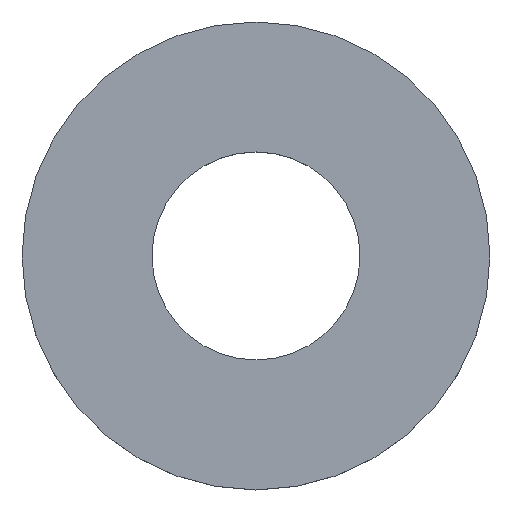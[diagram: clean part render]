
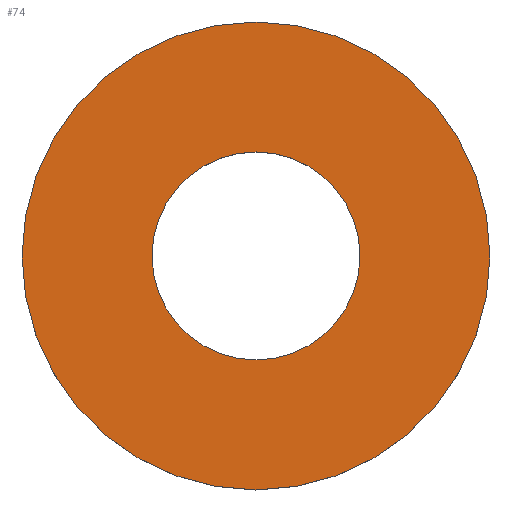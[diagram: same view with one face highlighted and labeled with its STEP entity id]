
A CAD part, top view. The second image highlights one B-rep face of the part: STEP entity #74.
In plain terms, the highlighted planar face has unit normal (0, 0, 1).
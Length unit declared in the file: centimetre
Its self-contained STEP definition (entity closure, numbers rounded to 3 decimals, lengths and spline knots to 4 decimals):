
#34=PLANE('',#82);
#36=VERTEX_POINT('',#100);
#38=VERTEX_POINT('',#105);
#40=CIRCLE('',#77,0.45);
#42=CIRCLE('',#80,0.2);
#44=EDGE_CURVE('',#36,#36,#40,.T.);
#46=EDGE_CURVE('',#38,#38,#42,.T.);
#52=ORIENTED_EDGE('',*,*,#46,.F.);
#53=ORIENTED_EDGE('',*,*,#44,.F.);
#60=EDGE_LOOP('',(#52));
#61=EDGE_LOOP('',(#53));
#68=FACE_BOUND('',#60,.T.);
#69=FACE_BOUND('',#61,.T.);
#74=ADVANCED_FACE('',(#68,#69),#34,.T.);
#77=AXIS2_PLACEMENT_3D('',#99,#86,#87);
#80=AXIS2_PLACEMENT_3D('',#104,#92,#93);
#82=AXIS2_PLACEMENT_3D('',#108,#96,$);
#86=DIRECTION('',(0.,0.,-1.));
#87=DIRECTION('',(0.45,0.,0.));
#92=DIRECTION('',(0.,0.,1.));
#93=DIRECTION('',(0.2,0.,0.));
#96=DIRECTION('',(0.,0.,1.));
#99=CARTESIAN_POINT('',(0.,0.,0.08));
#100=CARTESIAN_POINT('',(0.45,0.,0.08));
#104=CARTESIAN_POINT('',(0.,0.,0.08));
#105=CARTESIAN_POINT('',(0.2,0.,0.08));
#108=CARTESIAN_POINT('',(0.,0.,0.08));
